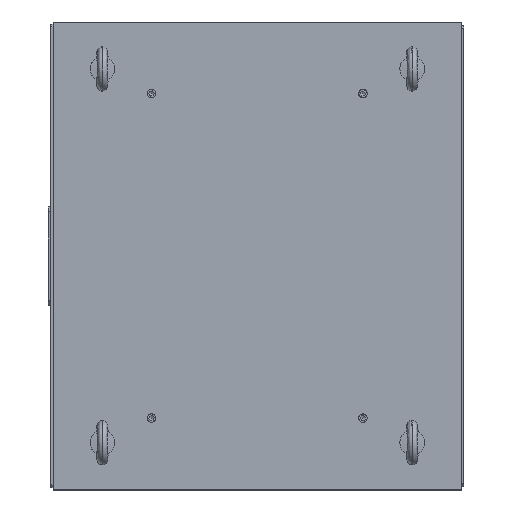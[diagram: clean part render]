
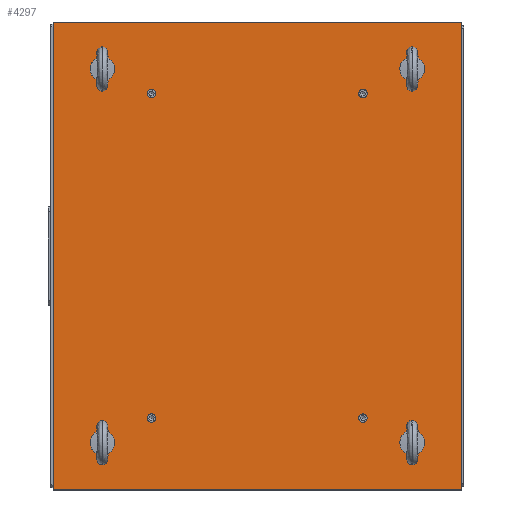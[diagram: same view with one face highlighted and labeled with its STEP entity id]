
A CAD part, top view. The second image highlights one B-rep face of the part: STEP entity #4297.
In plain terms, the highlighted planar face has unit normal (0, 0, 1).
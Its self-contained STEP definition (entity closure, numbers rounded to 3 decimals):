
#204=FACE_BOUND('',#667,.T.);
#205=FACE_BOUND('',#668,.T.);
#206=FACE_BOUND('',#669,.T.);
#207=FACE_BOUND('',#670,.T.);
#208=FACE_BOUND('',#671,.T.);
#209=FACE_BOUND('',#672,.T.);
#210=FACE_BOUND('',#673,.T.);
#211=FACE_BOUND('',#674,.T.);
#260=PLANE('',#4597);
#410=FACE_OUTER_BOUND('',#666,.T.);
#666=EDGE_LOOP('',(#2784,#2785,#2786,#2787));
#667=EDGE_LOOP('',(#2788));
#668=EDGE_LOOP('',(#2789));
#669=EDGE_LOOP('',(#2790));
#670=EDGE_LOOP('',(#2791));
#671=EDGE_LOOP('',(#2792));
#672=EDGE_LOOP('',(#2793));
#673=EDGE_LOOP('',(#2794));
#674=EDGE_LOOP('',(#2795));
#970=LINE('',#6373,#1280);
#974=LINE('',#6381,#1284);
#977=LINE('',#6387,#1287);
#980=LINE('',#6392,#1290);
#1280=VECTOR('',#5109,10.);
#1284=VECTOR('',#5115,10.);
#1287=VECTOR('',#5120,10.);
#1290=VECTOR('',#5125,10.);
#1582=CIRCLE('',#4570,8.647);
#1584=CIRCLE('',#4573,8.647);
#1586=CIRCLE('',#4576,8.647);
#1588=CIRCLE('',#4579,8.647);
#1590=CIRCLE('',#4582,10.376);
#1592=CIRCLE('',#4585,10.376);
#1594=CIRCLE('',#4588,10.376);
#1596=CIRCLE('',#4591,10.376);
#1750=VERTEX_POINT('',#6323);
#1752=VERTEX_POINT('',#6329);
#1754=VERTEX_POINT('',#6335);
#1756=VERTEX_POINT('',#6341);
#1758=VERTEX_POINT('',#6347);
#1760=VERTEX_POINT('',#6353);
#1762=VERTEX_POINT('',#6359);
#1764=VERTEX_POINT('',#6365);
#1766=VERTEX_POINT('',#6371);
#1767=VERTEX_POINT('',#6372);
#1770=VERTEX_POINT('',#6380);
#1772=VERTEX_POINT('',#6386);
#2130=EDGE_CURVE('',#1750,#1750,#1582,.T.);
#2133=EDGE_CURVE('',#1752,#1752,#1584,.T.);
#2136=EDGE_CURVE('',#1754,#1754,#1586,.T.);
#2139=EDGE_CURVE('',#1756,#1756,#1588,.T.);
#2142=EDGE_CURVE('',#1758,#1758,#1590,.T.);
#2145=EDGE_CURVE('',#1760,#1760,#1592,.T.);
#2148=EDGE_CURVE('',#1762,#1762,#1594,.T.);
#2151=EDGE_CURVE('',#1764,#1764,#1596,.T.);
#2154=EDGE_CURVE('',#1766,#1767,#970,.T.);
#2158=EDGE_CURVE('',#1767,#1770,#974,.T.);
#2161=EDGE_CURVE('',#1770,#1772,#977,.T.);
#2164=EDGE_CURVE('',#1772,#1766,#980,.T.);
#2784=ORIENTED_EDGE('',*,*,#2154,.F.);
#2785=ORIENTED_EDGE('',*,*,#2164,.F.);
#2786=ORIENTED_EDGE('',*,*,#2161,.F.);
#2787=ORIENTED_EDGE('',*,*,#2158,.F.);
#2788=ORIENTED_EDGE('',*,*,#2130,.T.);
#2789=ORIENTED_EDGE('',*,*,#2133,.T.);
#2790=ORIENTED_EDGE('',*,*,#2136,.T.);
#2791=ORIENTED_EDGE('',*,*,#2139,.T.);
#2792=ORIENTED_EDGE('',*,*,#2142,.T.);
#2793=ORIENTED_EDGE('',*,*,#2145,.T.);
#2794=ORIENTED_EDGE('',*,*,#2148,.T.);
#2795=ORIENTED_EDGE('',*,*,#2151,.T.);
#4297=ADVANCED_FACE('',(#410,#204,#205,#206,#207,#208,#209,#210,#211),#260,
 .T.);
#4570=AXIS2_PLACEMENT_3D('',#6324,#5053,#5054);
#4573=AXIS2_PLACEMENT_3D('',#6330,#5060,#5061);
#4576=AXIS2_PLACEMENT_3D('',#6336,#5067,#5068);
#4579=AXIS2_PLACEMENT_3D('',#6342,#5074,#5075);
#4582=AXIS2_PLACEMENT_3D('',#6348,#5081,#5082);
#4585=AXIS2_PLACEMENT_3D('',#6354,#5088,#5089);
#4588=AXIS2_PLACEMENT_3D('',#6360,#5095,#5096);
#4591=AXIS2_PLACEMENT_3D('',#6366,#5102,#5103);
#4597=AXIS2_PLACEMENT_3D('',#6394,#5127,#5128);
#5053=DIRECTION('center_axis',(0.,0.,-1.));
#5054=DIRECTION('ref_axis',(1.,0.,0.));
#5060=DIRECTION('center_axis',(0.,0.,-1.));
#5061=DIRECTION('ref_axis',(1.,0.,0.));
#5067=DIRECTION('center_axis',(0.,0.,-1.));
#5068=DIRECTION('ref_axis',(1.,0.,0.));
#5074=DIRECTION('center_axis',(0.,0.,-1.));
#5075=DIRECTION('ref_axis',(1.,0.,0.));
#5081=DIRECTION('center_axis',(0.,0.,-1.));
#5082=DIRECTION('ref_axis',(1.,0.,0.));
#5088=DIRECTION('center_axis',(0.,0.,-1.));
#5089=DIRECTION('ref_axis',(1.,0.,0.));
#5095=DIRECTION('center_axis',(0.,0.,-1.));
#5096=DIRECTION('ref_axis',(1.,0.,0.));
#5102=DIRECTION('center_axis',(0.,0.,-1.));
#5103=DIRECTION('ref_axis',(1.,0.,0.));
#5109=DIRECTION('',(0.,1.,0.));
#5115=DIRECTION('',(1.,0.,0.));
#5120=DIRECTION('',(0.,-1.,0.));
#5125=DIRECTION('',(-1.,0.,0.));
#5127=DIRECTION('center_axis',(0.,0.,1.));
#5128=DIRECTION('ref_axis',(1.,0.,0.));
#6323=CARTESIAN_POINT('',(206.353,-330.,30.));
#6324=CARTESIAN_POINT('Origin',(215.,-330.,30.));
#6329=CARTESIAN_POINT('',(-223.647,-330.,30.));
#6330=CARTESIAN_POINT('Origin',(-215.,-330.,30.));
#6335=CARTESIAN_POINT('',(206.353,330.,30.));
#6336=CARTESIAN_POINT('Origin',(215.,330.,30.));
#6341=CARTESIAN_POINT('',(-223.647,330.,30.));
#6342=CARTESIAN_POINT('Origin',(-215.,330.,30.));
#6347=CARTESIAN_POINT('',(304.624,-380.,30.));
#6348=CARTESIAN_POINT('Origin',(315.,-380.,30.));
#6353=CARTESIAN_POINT('',(-325.376,-380.,30.));
#6354=CARTESIAN_POINT('Origin',(-315.,-380.,30.));
#6359=CARTESIAN_POINT('',(304.624,380.,30.));
#6360=CARTESIAN_POINT('Origin',(315.,380.,30.));
#6365=CARTESIAN_POINT('',(-325.376,380.,30.));
#6366=CARTESIAN_POINT('Origin',(-315.,380.,30.));
#6371=CARTESIAN_POINT('',(-415.,-475.5,30.));
#6372=CARTESIAN_POINT('',(-415.,475.5,30.));
#6373=CARTESIAN_POINT('',(-415.,-475.5,30.));
#6380=CARTESIAN_POINT('',(415.,475.5,30.));
#6381=CARTESIAN_POINT('',(-415.,475.5,30.));
#6386=CARTESIAN_POINT('',(415.,-475.5,30.));
#6387=CARTESIAN_POINT('',(415.,475.5,30.));
#6392=CARTESIAN_POINT('',(415.,-475.5,30.));
#6394=CARTESIAN_POINT('Origin',(0.,0.,
30.));
